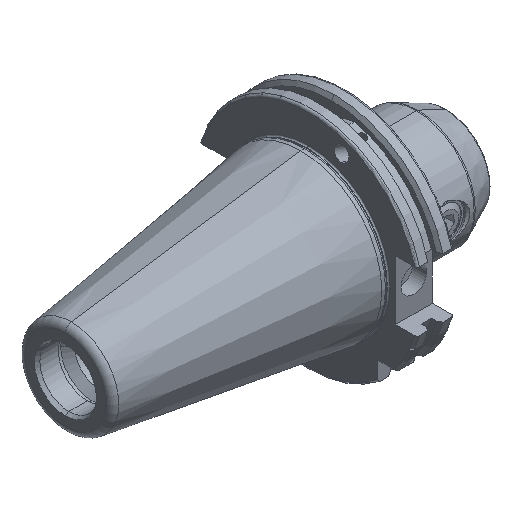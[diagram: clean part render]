
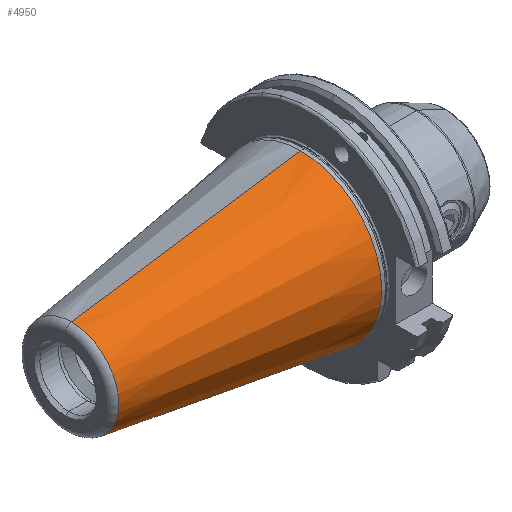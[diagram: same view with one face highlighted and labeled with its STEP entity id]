
A CAD part, isometric view. The second image highlights one B-rep face of the part: STEP entity #4950.
In plain terms, the highlighted conical face has half-angle 8.297 degrees and reference radius 34.925 mm.
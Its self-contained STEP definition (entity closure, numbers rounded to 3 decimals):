
#1534 = CARTESIAN_POINT ( 'NONE',  ( -99.183, 0., -20.461 ) ) ;
#1539 = CARTESIAN_POINT ( 'NONE',  ( -99.183, 0., 20.461 ) ) ;
#1646 = DIRECTION ( 'NONE',  ( 0.99, 0., -0.144 ) ) ;
#1719 = LINE ( 'NONE', #1736, #1735 ) ;
#1720 = VECTOR ( 'NONE', #1646, 1000. ) ;
#1721 = CARTESIAN_POINT ( 'NONE',  ( 0., 0., -34.925 ) ) ;
#1722 = LINE ( 'NONE', #1721, #1720 ) ;
#1734 = DIRECTION ( 'NONE',  ( 0.99, 0., 0.144 ) ) ;
#1735 = VECTOR ( 'NONE', #1734, 1000. ) ;
#1736 = CARTESIAN_POINT ( 'NONE',  ( 0., 0., 34.925 ) ) ;
#2851 = DIRECTION ( 'NONE',  ( 0., 0., 1. ) ) ;
#2854 = CARTESIAN_POINT ( 'NONE',  ( -99.183, 0., 0. ) ) ;
#2858 = DIRECTION ( 'NONE',  ( 0., 0., -1. ) ) ;
#2863 = CARTESIAN_POINT ( 'NONE',  ( 0., 0., 34.925 ) ) ;
#2868 = AXIS2_PLACEMENT_3D ( 'NONE', #2854, #2875, #2858 ) ;
#2869 = CIRCLE ( 'NONE', #2868, 20.461 ) ;
#2875 = DIRECTION ( 'NONE',  ( -1., 0., 0. ) ) ;
#2876 = CARTESIAN_POINT ( 'NONE',  ( 0., 0., -34.925 ) ) ;
#2889 = DIRECTION ( 'NONE',  ( 1., 0., 0. ) ) ;
#2890 = CARTESIAN_POINT ( 'NONE',  ( 0., 0., 0. ) ) ;
#2891 = AXIS2_PLACEMENT_3D ( 'NONE', #2890, #2889, #2851 ) ;
#2897 = CARTESIAN_POINT ( 'NONE',  ( 0., 0., 0. ) ) ;
#2898 = AXIS2_PLACEMENT_3D ( 'NONE', #2897, #2906, #2905 ) ;
#2899 = CIRCLE ( 'NONE', #2898, 34.925 ) ;
#2900 = FACE_OUTER_BOUND ( 'NONE', #4929, .T. ) ;
#2904 = CONICAL_SURFACE ( 'NONE', #2891, 34.925, 0.145 ) ;
#2905 = DIRECTION ( 'NONE',  ( 0., 0., -1. ) ) ;
#2906 = DIRECTION ( 'NONE',  ( -1., 0., 0. ) ) ;
#4920 = VERTEX_POINT ( 'NONE', #2863 ) ;
#4927 = ORIENTED_EDGE ( 'NONE', *, *, #4947, .F. ) ;
#4929 = EDGE_LOOP ( 'NONE', ( #4927, #4977, #4989, #4978 ) ) ;
#4930 = VERTEX_POINT ( 'NONE', #2876 ) ;
#4947 = EDGE_CURVE ( 'NONE', #5049, #5064, #2869, .T. ) ;
#4948 = EDGE_CURVE ( 'NONE', #4930, #4920, #2899, .T. ) ;
#4950 = ADVANCED_FACE ( 'NONE', ( #2900 ), #2904, .T. ) ;
#4977 = ORIENTED_EDGE ( 'NONE', *, *, #5001, .T. ) ;
#4978 = ORIENTED_EDGE ( 'NONE', *, *, #5000, .F. ) ;
#4989 = ORIENTED_EDGE ( 'NONE', *, *, #4948, .T. ) ;
#5000 = EDGE_CURVE ( 'NONE', #5064, #4920, #1719, .T. ) ;
#5001 = EDGE_CURVE ( 'NONE', #5049, #4930, #1722, .T. ) ;
#5049 = VERTEX_POINT ( 'NONE', #1534 ) ;
#5064 = VERTEX_POINT ( 'NONE', #1539 ) ;
